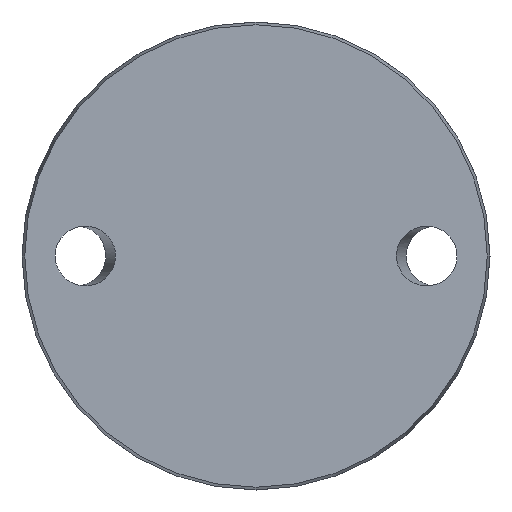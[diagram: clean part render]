
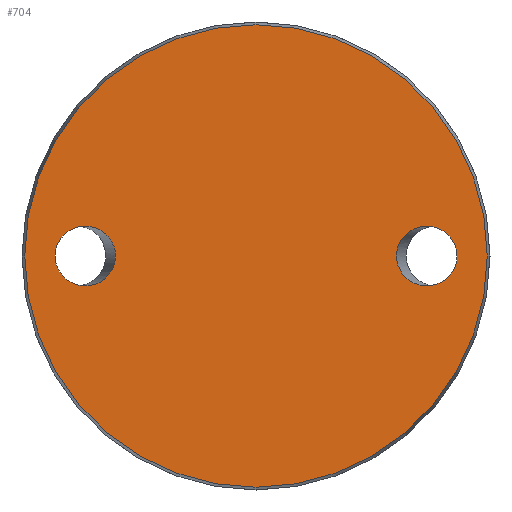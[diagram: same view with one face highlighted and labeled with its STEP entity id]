
A CAD part, front view. The second image highlights one B-rep face of the part: STEP entity #704.
In plain terms, the highlighted planar face has unit normal (0, -1, 0).
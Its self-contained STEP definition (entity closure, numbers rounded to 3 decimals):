
#33 = ORIENTED_EDGE ( 'NONE', *, *, #530, .T. ) ;
#41 = FACE_OUTER_BOUND ( 'NONE', #758, .T. ) ;
#101 = EDGE_LOOP ( 'NONE', ( #141 ) ) ;
#119 = FACE_BOUND ( 'NONE', #584, .T. ) ;
#141 = ORIENTED_EDGE ( 'NONE', *, *, #701, .F. ) ;
#162 = VERTEX_POINT ( 'NONE', #784 ) ;
#173 = EDGE_CURVE ( 'NONE', #236, #236, #966, .T. ) ;
#204 =( BOUNDED_CURVE ( )  B_SPLINE_CURVE ( 3, ( #370, #666, #976, #597, #824, #453, #210 ),
 .UNSPECIFIED., .T., .T. ) 
 B_SPLINE_CURVE_WITH_KNOTS ( ( 4, 3, 4 ),
 ( 0., 3.142, 6.283 ),
 .UNSPECIFIED. ) 
 CURVE ( )  GEOMETRIC_REPRESENTATION_ITEM ( )  RATIONAL_B_SPLINE_CURVE ( ( 1., 0.333, 0.333, 1., 0.333, 0.333, 1. ) ) 
 REPRESENTATION_ITEM ( '' )  );
#210 = CARTESIAN_POINT ( 'NONE',  ( -42.087, 0., 0. ) ) ;
#236 = VERTEX_POINT ( 'NONE', #242 ) ;
#242 = CARTESIAN_POINT ( 'NONE',  ( 0., 0., -48.425 ) ) ;
#274 = PLANE ( 'NONE',  #986 ) ;
#285 = CARTESIAN_POINT ( 'NONE',  ( 42.087, 0., -12.5 ) ) ;
#370 = CARTESIAN_POINT ( 'NONE',  ( -42.087, 0., 0. ) ) ;
#433 = CARTESIAN_POINT ( 'NONE',  ( 29.413, 0., 0. ) ) ;
#453 = CARTESIAN_POINT ( 'NONE',  ( -42.087, 0., -12.5 ) ) ;
#499 = CARTESIAN_POINT ( 'NONE',  ( 29.413, 0., 0. ) ) ;
#503 = FACE_BOUND ( 'NONE', #101, .T. ) ;
#530 = EDGE_CURVE ( 'NONE', #922, #922, #204, .T. ) ;
#540 =( BOUNDED_CURVE ( )  B_SPLINE_CURVE ( 3, ( #433, #660, #285, #728, #659, #821, #499 ),
 .UNSPECIFIED., .T., .F. ) 
 B_SPLINE_CURVE_WITH_KNOTS ( ( 4, 3, 4 ),
 ( 0., 3.142, 6.283 ),
 .UNSPECIFIED. ) 
 CURVE ( )  GEOMETRIC_REPRESENTATION_ITEM ( )  RATIONAL_B_SPLINE_CURVE ( ( 1., 0.333, 0.333, 1., 0.333, 0.333, 1. ) ) 
 REPRESENTATION_ITEM ( '' )  );
#544 = CARTESIAN_POINT ( 'NONE',  ( -42.087, 0., 0. ) ) ;
#584 = EDGE_LOOP ( 'NONE', ( #33 ) ) ;
#597 = CARTESIAN_POINT ( 'NONE',  ( -29.413, 0., 0. ) ) ;
#653 = DIRECTION ( 'NONE',  ( 0., 1., 0. ) ) ;
#659 = CARTESIAN_POINT ( 'NONE',  ( 42.087, 0., 12.5 ) ) ;
#660 = CARTESIAN_POINT ( 'NONE',  ( 29.413, 0., -12.5 ) ) ;
#661 = DIRECTION ( 'NONE',  ( 0., 0., -1. ) ) ;
#666 = CARTESIAN_POINT ( 'NONE',  ( -42.087, 0., 12.5 ) ) ;
#701 = EDGE_CURVE ( 'NONE', #162, #162, #540, .T. ) ;
#704 = ADVANCED_FACE ( 'NONE', ( #119, #503, #41 ), #274, .F. ) ;
#718 = AXIS2_PLACEMENT_3D ( 'NONE', #812, #738, #661 ) ;
#728 = CARTESIAN_POINT ( 'NONE',  ( 42.087, 0., 0. ) ) ;
#738 = DIRECTION ( 'NONE',  ( 0., -1., 0. ) ) ;
#758 = EDGE_LOOP ( 'NONE', ( #837 ) ) ;
#784 = CARTESIAN_POINT ( 'NONE',  ( 29.413, 0., 0. ) ) ;
#812 = CARTESIAN_POINT ( 'NONE',  ( 0., 0., 0. ) ) ;
#821 = CARTESIAN_POINT ( 'NONE',  ( 29.413, 0., 12.5 ) ) ;
#824 = CARTESIAN_POINT ( 'NONE',  ( -29.413, 0., -12.5 ) ) ;
#837 = ORIENTED_EDGE ( 'NONE', *, *, #173, .T. ) ;
#879 = DIRECTION ( 'NONE',  ( 0., 0., 1. ) ) ;
#889 = CARTESIAN_POINT ( 'NONE',  ( -48.425, 0., 0. ) ) ;
#922 = VERTEX_POINT ( 'NONE', #544 ) ;
#966 = CIRCLE ( 'NONE', #718, 48.425 ) ;
#976 = CARTESIAN_POINT ( 'NONE',  ( -29.413, 0., 12.5 ) ) ;
#986 = AXIS2_PLACEMENT_3D ( 'NONE', #889, #653, #879 ) ;
